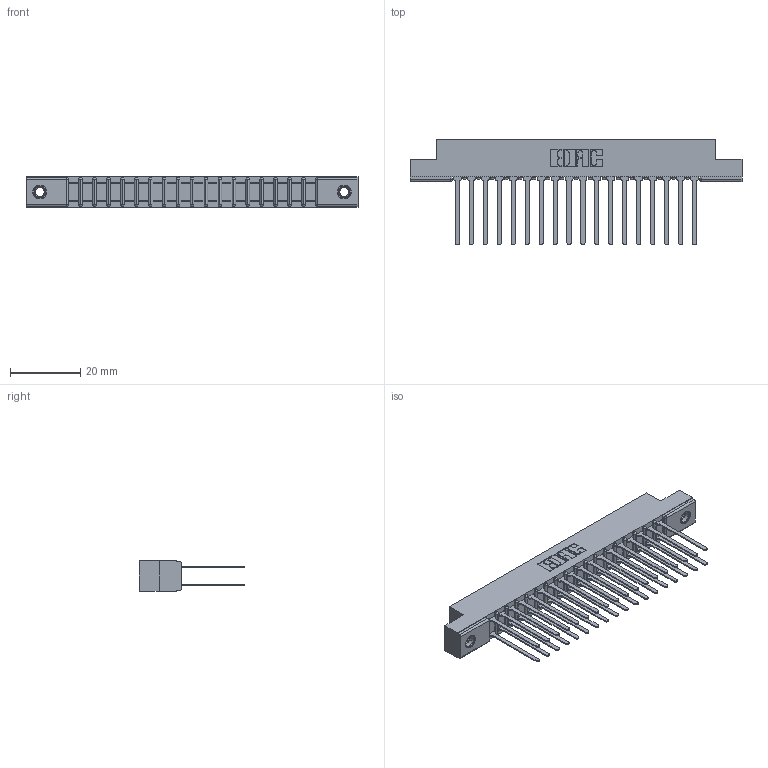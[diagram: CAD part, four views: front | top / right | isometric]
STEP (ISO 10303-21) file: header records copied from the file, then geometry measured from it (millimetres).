
FILE_DESCRIPTION (( 'STEP AP203' ), '1' );
FILE_NAME ('307-036-540-207.STEP', '2019-09-06T03:29:12', ( '' ), ( '' ), 'SwSTEP 2.0', 'SolidWorks 2016', '' );
FILE_SCHEMA (( 'CONFIG_CONTROL_DESIGN' ));
Length unit declared in the file: inch
Products named in the file (4): 307-036-540-207; 345-250-001_345-250-005-103; 307-290-001_540; 307 Part_.156 Dia Mounting Holes
Assembly tree (39 placements, depth 2):
  307-036-540-207
    307 Part_.156 Dia Mounting Holes
    307-290-001_540  x36
    345-250-001_345-250-005-103  x2
Bounding box: 94.34 x 30 x 8.71 mm (x, y, z)
Volume: 6358.5 mm3; surface area: 12207.2 mm2
Topology: 39 solids, 39 shells, 1853 faces, 5139 edges, 3318 vertices
Faces by surface type: plane 1218, cylinder 581, sphere 38, cone 12, torus 4
Entity records: 20119 total; most frequent: CARTESIAN_POINT 3281, ORIENTED_EDGE 3242, DIRECTION 3233, EDGE_CURVE 1621, LINE 1233, VECTOR 1233, VERTEX_POINT 1048, AXIS2_PLACEMENT_3D 1000
